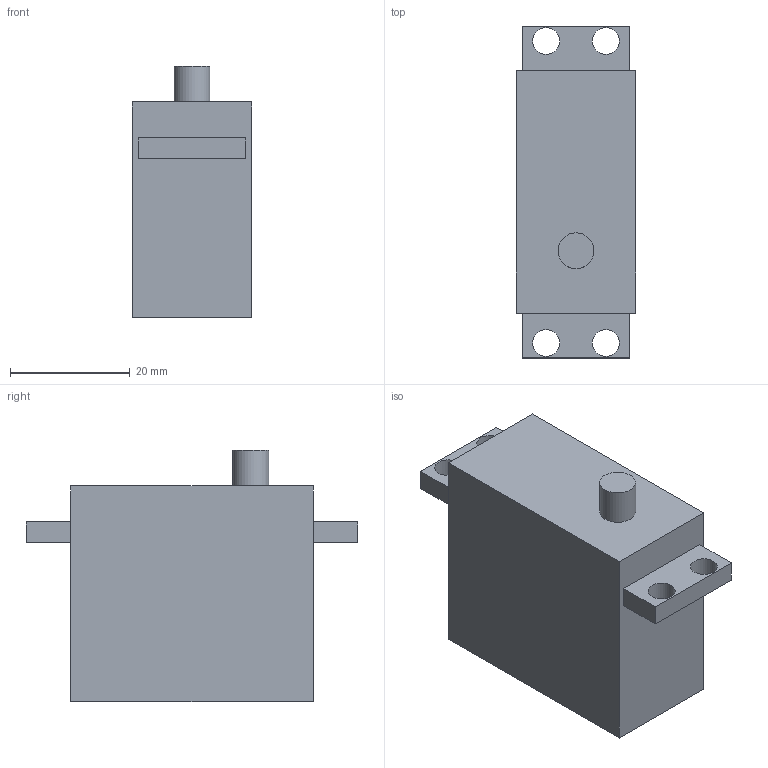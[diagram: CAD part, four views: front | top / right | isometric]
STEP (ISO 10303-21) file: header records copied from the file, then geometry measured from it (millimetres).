
FILE_DESCRIPTION(('FreeCAD Model'),'2;1');
FILE_NAME('servo.step', '2014-12-16T16:05:04',('FreeCAD'),('FreeCAD'), 'Open CASCADE STEP processor 6.7','FreeCAD','Unknown');
FILE_SCHEMA(('AUTOMOTIVE_DESIGN_CC2 { 1 2 10303 214 -1 1 5 4 }'));
Length unit declared in the file: millimetre
Products named in the file (1): servofull
Bounding box: 20 x 55.5 x 42.1 mm (x, y, z)
Volume: 30133 mm3; surface area: 6816.9 mm2
Topology: 1 solids, 1 shells, 22 faces, 51 edges, 34 vertices
Faces by surface type: plane 17, cylinder 5
Full cylindrical faces by diameter (mm): 4.5 x4, 6 x1
Entity records: 1343 total; most frequent: CARTESIAN_POINT 246, DIRECTION 203, LINE 133, VECTOR 133, ORIENTED_EDGE 102, PCURVE 102, DEFINITIONAL_REPRESENTATION 102, EDGE_CURVE 51
